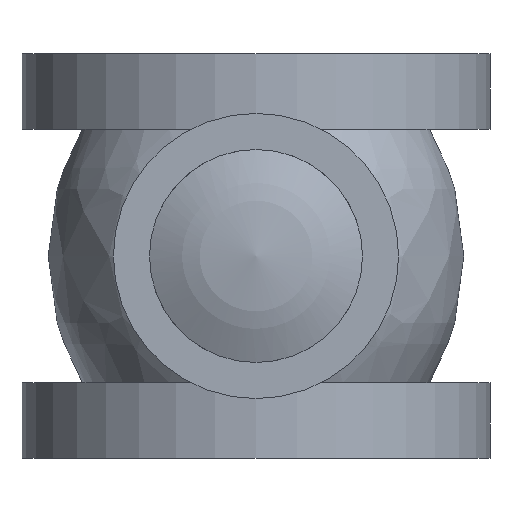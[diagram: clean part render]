
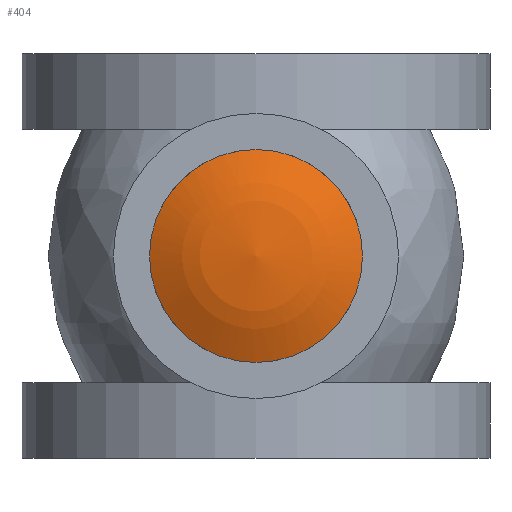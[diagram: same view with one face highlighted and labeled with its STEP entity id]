
A CAD part, left-side view. The second image highlights one B-rep face of the part: STEP entity #404.
In plain terms, the highlighted free-form (B-spline) face has degree [2, 2] with [3, 3] control points.
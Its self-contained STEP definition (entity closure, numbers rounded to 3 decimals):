
#17=(
BOUNDED_SURFACE()
B_SPLINE_SURFACE(2,2,((#942,#943,#944),(#945,#946,#947),(#948,#949,#950)),
 .UNSPECIFIED.,.F.,.F.,.F.)
B_SPLINE_SURFACE_WITH_KNOTS((3,3),(3,3),(-0.436,0.436),
(-0.542,0.542),.UNSPECIFIED.)
GEOMETRIC_REPRESENTATION_ITEM()
RATIONAL_B_SPLINE_SURFACE(((1.,0.857,1.),(0.906,
0.777,0.906),(1.,0.857,1.)))
REPRESENTATION_ITEM('')
SURFACE()
);
#25=B_SPLINE_CURVE_WITH_KNOTS('',3,(#883,#884,#885,#886,#887,#888,#889,
#890,#891,#892,#893,#894,#895,#896,#897,#898,#899,#900,#901,#902,#903,#904,
#905,#906,#907,#908,#909,#910,#911,#912),.UNSPECIFIED.,.F.,.F.,(4,2,2,2,
2,2,2,2,2,2,2,2,2,2,4),(-15.062,-15.029,-14.848,
-14.573,-13.892,-13.014,-12.072,
-11.134,-10.246,-9.414,-8.659,
-8.204,-7.834,-7.631,-7.531),
 .UNSPECIFIED.);
#26=B_SPLINE_CURVE_WITH_KNOTS('',3,(#913,#914,#915,#916,#917,#918,#919,
#920,#921,#922,#923,#924,#925,#926,#927,#928,#929,#930,#931,#932,#933,#934,
#935,#936,#937,#938,#939,#940),.UNSPECIFIED.,.F.,.F.,(4,2,2,2,2,2,2,2,2,
2,2,2,2,4),(-7.531,-7.464,-7.273,-6.955,
-6.052,-5.133,-4.188,-3.27,
-2.401,-1.594,-0.909,-0.418,
-0.174,0.),.UNSPECIFIED.);
#73=FACE_OUTER_BOUND('',#109,.T.);
#109=EDGE_LOOP('',(#335,#336));
#193=VERTEX_POINT('',#880);
#194=VERTEX_POINT('',#882);
#241=EDGE_CURVE('',#194,#193,#25,.T.);
#242=EDGE_CURVE('',#193,#194,#26,.T.);
#335=ORIENTED_EDGE('',*,*,#241,.T.);
#336=ORIENTED_EDGE('',*,*,#242,.T.);
#404=ADVANCED_FACE('',(#73),#17,.F.);
#880=CARTESIAN_POINT('',(-41.306,0.,-23.9));
#882=CARTESIAN_POINT('',(-41.306,0.,23.9));
#883=CARTESIAN_POINT('Ctrl Pts',(-41.306,0.,
23.9));
#884=CARTESIAN_POINT('Ctrl Pts',(-41.306,0.11,23.9));
#885=CARTESIAN_POINT('Ctrl Pts',(-41.306,0.219,23.899));
#886=CARTESIAN_POINT('Ctrl Pts',(-41.305,0.931,23.889));
#887=CARTESIAN_POINT('Ctrl Pts',(-41.302,1.533,23.858));
#888=CARTESIAN_POINT('Ctrl Pts',(-41.287,3.046,23.723));
#889=CARTESIAN_POINT('Ctrl Pts',(-41.271,3.953,23.589));
#890=CARTESIAN_POINT('Ctrl Pts',(-41.2,7.073,22.942));
#891=CARTESIAN_POINT('Ctrl Pts',(-41.116,9.217,22.168));
#892=CARTESIAN_POINT('Ctrl Pts',(-40.877,13.8,19.731));
#893=CARTESIAN_POINT('Ctrl Pts',(-40.712,16.108,17.897));
#894=CARTESIAN_POINT('Ctrl Pts',(-40.387,20.086,13.327));
#895=CARTESIAN_POINT('Ctrl Pts',(-40.233,21.66,10.578));
#896=CARTESIAN_POINT('Ctrl Pts',(-40.032,23.653,4.638));
#897=CARTESIAN_POINT('Ctrl Pts',(-39.988,24.057,1.508));
#898=CARTESIAN_POINT('Ctrl Pts',(-40.031,23.646,-4.565));
#899=CARTESIAN_POINT('Ctrl Pts',(-40.111,22.9,-7.452));
#900=CARTESIAN_POINT('Ctrl Pts',(-40.346,20.473,-12.639));
#901=CARTESIAN_POINT('Ctrl Pts',(-40.493,18.871,-14.925));
#902=CARTESIAN_POINT('Ctrl Pts',(-40.78,15.14,-18.663));
#903=CARTESIAN_POINT('Ctrl Pts',(-40.918,13.094,-20.151));
#904=CARTESIAN_POINT('Ctrl Pts',(-41.099,9.505,-21.981));
#905=CARTESIAN_POINT('Ctrl Pts',(-41.157,8.093,-22.539));
#906=CARTESIAN_POINT('Ctrl Pts',(-41.24,5.453,-23.302));
#907=CARTESIAN_POINT('Ctrl Pts',(-41.268,4.244,-23.553));
#908=CARTESIAN_POINT('Ctrl Pts',(-41.294,2.348,-23.794));
#909=CARTESIAN_POINT('Ctrl Pts',(-41.301,1.673,-23.851));
#910=CARTESIAN_POINT('Ctrl Pts',(-41.306,0.664,-23.893));
#911=CARTESIAN_POINT('Ctrl Pts',(-41.306,0.332,-23.9));
#912=CARTESIAN_POINT('Ctrl Pts',(-41.306,0.,
-23.9));
#913=CARTESIAN_POINT('Ctrl Pts',(-41.306,0.,
-23.9));
#914=CARTESIAN_POINT('Ctrl Pts',(-41.306,-0.225,-23.9));
#915=CARTESIAN_POINT('Ctrl Pts',(-41.306,-0.45,-23.897));
#916=CARTESIAN_POINT('Ctrl Pts',(-41.303,-1.311,-23.872));
#917=CARTESIAN_POINT('Ctrl Pts',(-41.298,-1.946,-23.829));
#918=CARTESIAN_POINT('Ctrl Pts',(-41.278,-3.631,-23.646));
#919=CARTESIAN_POINT('Ctrl Pts',(-41.257,-4.675,-23.462));
#920=CARTESIAN_POINT('Ctrl Pts',(-41.152,-8.625,-22.491));
#921=CARTESIAN_POINT('Ctrl Pts',(-41.017,-11.384,-21.229));
#922=CARTESIAN_POINT('Ctrl Pts',(-40.701,-16.329,-17.718));
#923=CARTESIAN_POINT('Ctrl Pts',(-40.525,-18.46,-15.485));
#924=CARTESIAN_POINT('Ctrl Pts',(-40.222,-21.813,-10.262));
#925=CARTESIAN_POINT('Ctrl Pts',(-40.101,-22.974,-7.302));
#926=CARTESIAN_POINT('Ctrl Pts',(-39.987,-24.066,-1.187));
#927=CARTESIAN_POINT('Ctrl Pts',(-39.992,-24.02,1.901));
#928=CARTESIAN_POINT('Ctrl Pts',(-40.119,-22.799,7.732));
#929=CARTESIAN_POINT('Ctrl Pts',(-40.232,-21.696,10.433));
#930=CARTESIAN_POINT('Ctrl Pts',(-40.504,-18.693,15.133));
#931=CARTESIAN_POINT('Ctrl Pts',(-40.656,-16.876,17.135));
#932=CARTESIAN_POINT('Ctrl Pts',(-40.921,-12.972,20.202));
#933=CARTESIAN_POINT('Ctrl Pts',(-41.034,-10.985,21.348));
#934=CARTESIAN_POINT('Ctrl Pts',(-41.185,-7.348,22.801));
#935=CARTESIAN_POINT('Ctrl Pts',(-41.234,-5.771,23.25));
#936=CARTESIAN_POINT('Ctrl Pts',(-41.281,-3.358,23.677));
#937=CARTESIAN_POINT('Ctrl Pts',(-41.293,-2.549,23.778));
#938=CARTESIAN_POINT('Ctrl Pts',(-41.304,-1.158,23.879));
#939=CARTESIAN_POINT('Ctrl Pts',(-41.306,-0.579,23.9));
#940=CARTESIAN_POINT('Ctrl Pts',(-41.306,0.,23.9));
#942=CARTESIAN_POINT('Ctrl Pts',(-35.39,-21.302,23.9));
#943=CARTESIAN_POINT('Ctrl Pts',(-48.209,-0.005,
23.9));
#944=CARTESIAN_POINT('Ctrl Pts',(-35.395,21.294,23.9));
#945=CARTESIAN_POINT('Ctrl Pts',(-44.929,-27.043,0.));
#946=CARTESIAN_POINT('Ctrl Pts',(-61.202,-0.007,
0.));
#947=CARTESIAN_POINT('Ctrl Pts',(-44.935,27.033,0.));
#948=CARTESIAN_POINT('Ctrl Pts',(-35.39,-21.302,-23.9));
#949=CARTESIAN_POINT('Ctrl Pts',(-48.209,-0.005,
-23.9));
#950=CARTESIAN_POINT('Ctrl Pts',(-35.395,21.294,-23.9));
